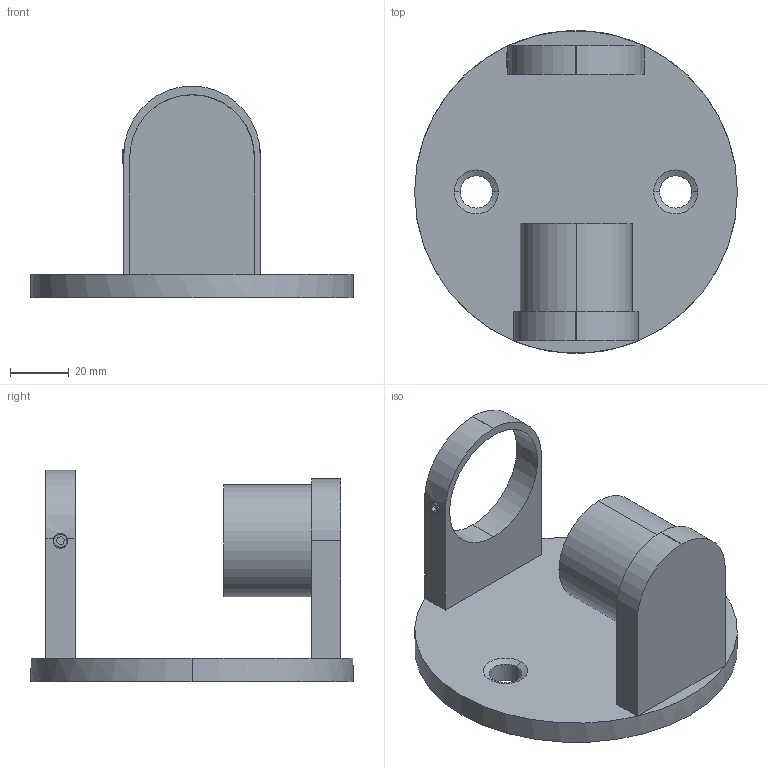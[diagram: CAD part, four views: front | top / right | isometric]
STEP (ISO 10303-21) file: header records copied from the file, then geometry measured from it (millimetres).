
FILE_DESCRIPTION (( 'STEP AP203' ), '1' );
FILE_NAME ('3D_GB3184_42,4_188743510.STEP', '2024-10-24T11:37:02', ( '' ), ( '' ), 'SwSTEP 2.0', 'SolidWorks 2023', '' );
FILE_SCHEMA (( 'CONFIG_CONTROL_DESIGN' ));
Length unit declared in the file: millimetre
Products named in the file (1): 3D_GB3184_42,4_188743510
Bounding box: 110 x 110 x 72.2 mm (x, y, z)
Volume: 118645.4 mm3; surface area: 39754.6 mm2
Topology: 2 solids, 2 shells, 75 faces, 176 edges, 109 vertices
Faces by surface type: plane 34, cylinder 29, cone 8, torus 4
Entity records: 2390 total; most frequent: CARTESIAN_POINT 546, DIRECTION 385, ORIENTED_EDGE 352, EDGE_CURVE 176, AXIS2_PLACEMENT_3D 146, VERTEX_POINT 109, VECTOR 93, LINE 93
